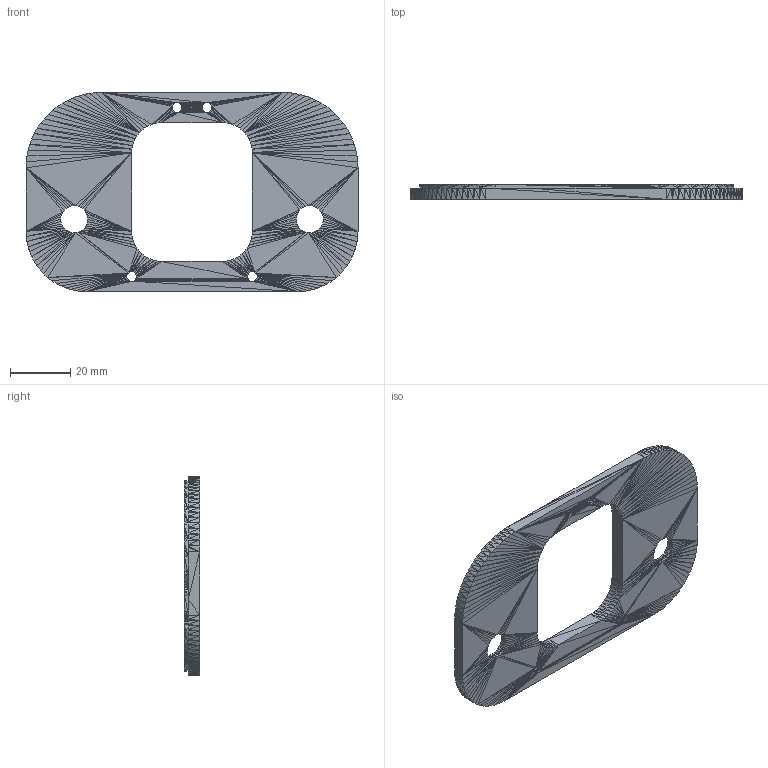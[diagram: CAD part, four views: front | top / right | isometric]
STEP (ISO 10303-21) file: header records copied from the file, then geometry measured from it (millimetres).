
FILE_DESCRIPTION(('CATIA V5 STEP Exchange'),'2;1');
FILE_NAME('O_shoulder_cls_grooved_modi.stp','2021-01-22T12:44:16+00:00',('none'),('none'),'CATIA Version 5 Release 20 GA (IN-10)','CATIA V5 STEP AP203','none');
FILE_SCHEMA(('CONFIG_CONTROL_DESIGN'));
Products named in the file (1): Part1.4
Bounding box: 110 x 5 x 66 mm (x, y, z)
Volume: 20955.7 mm3; surface area: 13221.5 mm2
Topology: 1 solids, 1 shells, 3488 faces, 5232 edges, 1732 vertices
Faces by surface type: plane 3488
Entity records: 68046 total; most frequent: DIRECTION 12210, ORIENTED_EDGE 10464, CARTESIAN_POINT 10454, VECTOR 5232, EDGE_CURVE 5232, LINE 5232, AXIS2_PLACEMENT_3D 3490, ADVANCED_FACE 3488
